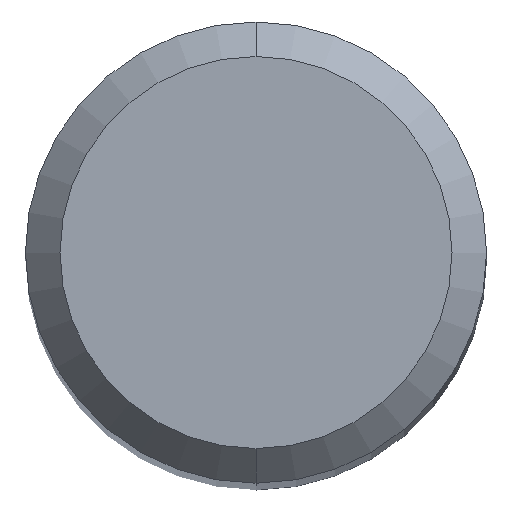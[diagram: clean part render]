
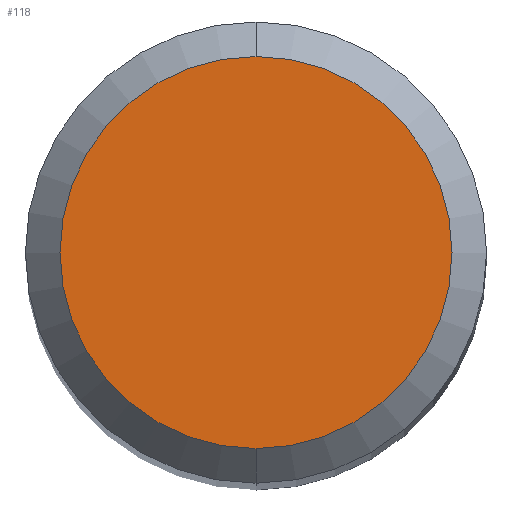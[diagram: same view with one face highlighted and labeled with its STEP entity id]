
A CAD part, top view. The second image highlights one B-rep face of the part: STEP entity #118.
In plain terms, the highlighted planar face has unit normal (0, 0, 1).
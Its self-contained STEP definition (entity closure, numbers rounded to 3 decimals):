
#118=ADVANCED_FACE('',(#286),#287,.T.);
#120=VERTEX_POINT('',#289);
#158=EDGE_CURVE('',#192,#120,#332,.T.);
#192=VERTEX_POINT('',#368);
#244=EDGE_CURVE('',#120,#192,#427,.T.);
#286=FACE_OUTER_BOUND('',#466,.T.);
#287=PLANE('',#467);
#289=CARTESIAN_POINT('',(0.0,1.7,0.0));
#332=CIRCLE('',#523,1.7);
#368=CARTESIAN_POINT('',(0.,-1.7,0.0));
#427=CIRCLE('',#643,1.7);
#466=EDGE_LOOP('',(#681,#682));
#467=AXIS2_PLACEMENT_3D('',#683,#684,#685);
#523=AXIS2_PLACEMENT_3D('',#738,#739,#740);
#643=AXIS2_PLACEMENT_3D('',#858,#859,#860);
#681=ORIENTED_EDGE('',*,*,#244,.F.);
#682=ORIENTED_EDGE('',*,*,#158,.F.);
#683=CARTESIAN_POINT('',(0.0,0.85,0.0));
#684=DIRECTION('',(-0.0,0.0,1.0));
#685=DIRECTION('',(0.0,-1.0,0.0));
#738=CARTESIAN_POINT('',(0.0,0.0,0.0));
#739=DIRECTION('',(0.0,0.0,-1.0));
#740=DIRECTION('',(0.0,1.0,0.0));
#858=CARTESIAN_POINT('',(0.0,0.0,0.0));
#859=DIRECTION('',(0.0,0.0,-1.0));
#860=DIRECTION('',(0.0,1.0,0.0));
